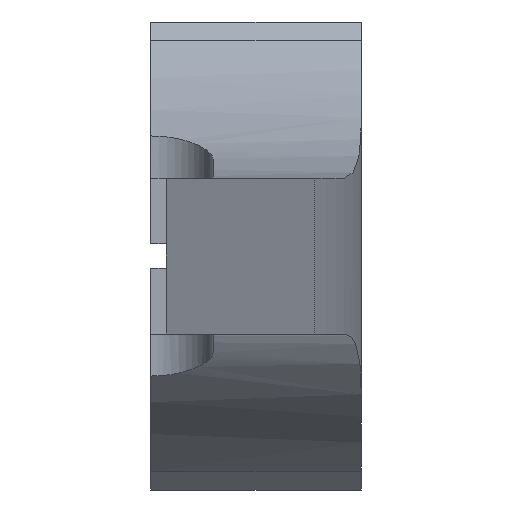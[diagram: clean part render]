
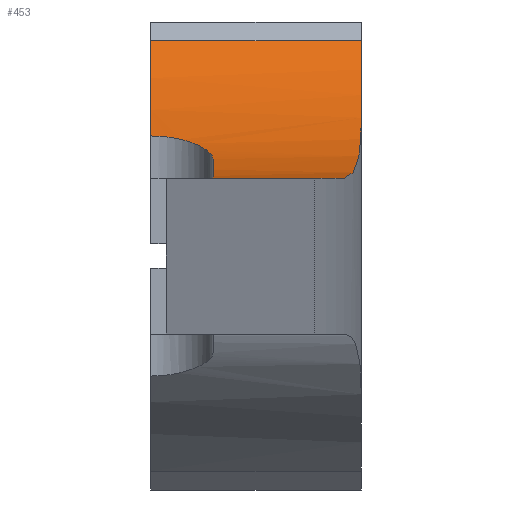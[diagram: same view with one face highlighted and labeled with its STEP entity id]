
A CAD part, front view. The second image highlights one B-rep face of the part: STEP entity #453.
In plain terms, the highlighted cylindrical face has radius 60 mm (diameter 120 mm), a partial arc.
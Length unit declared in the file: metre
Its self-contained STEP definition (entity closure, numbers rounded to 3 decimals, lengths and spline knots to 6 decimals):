
#14=B_SPLINE_CURVE_WITH_KNOTS('',3,(#715,#716,#717,#718,#719,#720),
 .UNSPECIFIED.,.F.,.F.,(4,1,1,4),(0.,0.003224,
0.006449,0.012898),.UNSPECIFIED.);
#15=B_SPLINE_CURVE_WITH_KNOTS('',3,(#726,#727,#728,#729,#730,#731),
 .UNSPECIFIED.,.F.,.F.,(4,1,1,4),(0.,0.015349,
0.023023,0.030697),.UNSPECIFIED.);
#17=CYLINDRICAL_SURFACE('',#496,0.06);
#26=CIRCLE('',#497,0.06);
#27=CIRCLE('',#498,0.06);
#28=CIRCLE('',#499,0.06);
#62=ORIENTED_EDGE('',*,*,#191,.F.);
#63=ORIENTED_EDGE('',*,*,#192,.T.);
#64=ORIENTED_EDGE('',*,*,#193,.T.);
#65=ORIENTED_EDGE('',*,*,#194,.F.);
#66=ORIENTED_EDGE('',*,*,#195,.T.);
#67=ORIENTED_EDGE('',*,*,#196,.T.);
#68=ORIENTED_EDGE('',*,*,#197,.T.);
#191=EDGE_CURVE('',#254,#255,#26,.T.);
#192=EDGE_CURVE('',#254,#256,#14,.T.);
#193=EDGE_CURVE('',#256,#257,#27,.T.);
#194=EDGE_CURVE('',#258,#257,#295,.T.);
#195=EDGE_CURVE('',#258,#259,#15,.T.);
#196=EDGE_CURVE('',#259,#260,#28,.T.);
#197=EDGE_CURVE('',#260,#255,#296,.T.);
#254=VERTEX_POINT('',#713);
#255=VERTEX_POINT('',#714);
#256=VERTEX_POINT('',#721);
#257=VERTEX_POINT('',#723);
#258=VERTEX_POINT('',#725);
#259=VERTEX_POINT('',#732);
#260=VERTEX_POINT('',#734);
#295=LINE('',#724,#344);
#296=LINE('',#735,#345);
#344=VECTOR('',#568,1.);
#345=VECTOR('',#571,1.);
#383=EDGE_LOOP('',(#62,#63,#64,#65,#66,#67,#68));
#408=FACE_BOUND('',#383,.T.);
#453=ADVANCED_FACE('',(#408),#17,.F.);
#496=AXIS2_PLACEMENT_3D('',#711,#562,#563);
#497=AXIS2_PLACEMENT_3D('',#712,#564,#565);
#498=AXIS2_PLACEMENT_3D('',#722,#566,#567);
#499=AXIS2_PLACEMENT_3D('',#733,#569,#570);
#562=DIRECTION('',(-1.,0.,0.));
#563=DIRECTION('',(0.,0.,1.));
#564=DIRECTION('',(1.,0.,0.));
#565=DIRECTION('',(0.,0.,-1.));
#566=DIRECTION('',(-1.,0.,0.));
#567=DIRECTION('',(0.,-1.,0.));
#568=DIRECTION('',(-1.,0.,0.));
#569=DIRECTION('',(1.,0.,0.));
#570=DIRECTION('',(0.,0.,-1.));
#571=DIRECTION('',(-1.,0.,0.));
#711=CARTESIAN_POINT('',(0.027,0.035147,0.07));
#712=CARTESIAN_POINT('',(0.,0.035147,0.07));
#713=CARTESIAN_POINT('',(0.,0.06,0.015389));
#714=CARTESIAN_POINT('',(0.,0.077574,0.027574));
#715=CARTESIAN_POINT('',(0.,0.06,0.015389));
#716=CARTESIAN_POINT('',(0.001091,0.06,0.015389));
#717=CARTESIAN_POINT('',(0.003234,0.059551,0.015182));
#718=CARTESIAN_POINT('',(0.006761,0.057113,0.014125));
#719=CARTESIAN_POINT('',(0.008,0.054091,0.013027));
#720=CARTESIAN_POINT('',(0.008,0.052,0.012415));
#721=CARTESIAN_POINT('',(0.008,0.052,0.012415));
#722=CARTESIAN_POINT('',(0.008,0.035147,0.07));
#723=CARTESIAN_POINT('',(0.008,0.035147,0.01));
#724=CARTESIAN_POINT('',(0.027,0.035147,0.01));
#725=CARTESIAN_POINT('',(0.024816,0.035147,0.01));
#726=CARTESIAN_POINT('',(0.024816,0.035147,0.01));
#727=CARTESIAN_POINT('',(0.025581,0.04028,0.01));
#728=CARTESIAN_POINT('',(0.026404,0.047843,0.010964));
#729=CARTESIAN_POINT('',(0.026924,0.057708,0.014221));
#730=CARTESIAN_POINT('',(0.027,0.062361,0.016463));
#731=CARTESIAN_POINT('',(0.027,0.064621,0.017738));
#732=CARTESIAN_POINT('',(0.027,0.064621,0.017738));
#733=CARTESIAN_POINT('',(0.027,0.035147,0.07));
#734=CARTESIAN_POINT('',(0.027,0.077574,0.027574));
#735=CARTESIAN_POINT('',(0.027,0.077574,0.027574));
